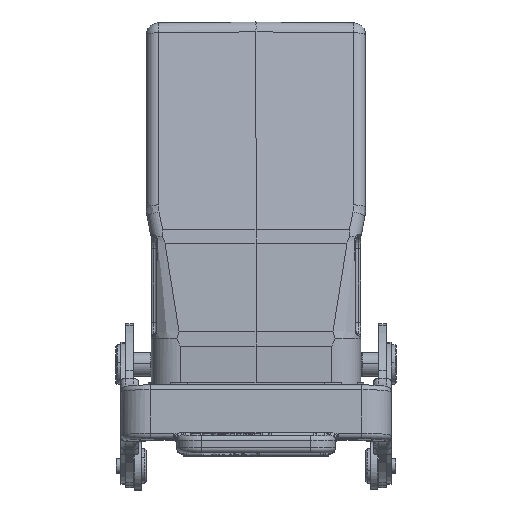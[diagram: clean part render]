
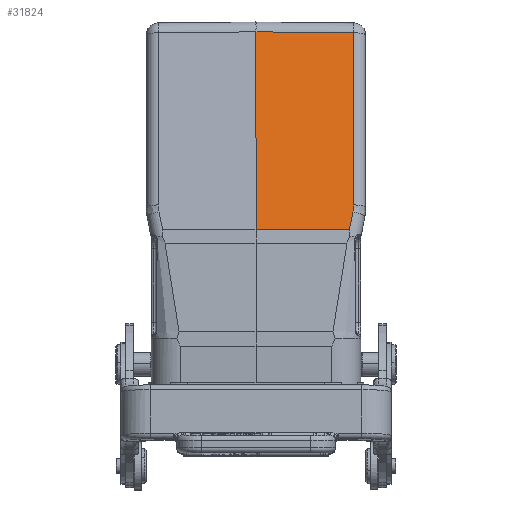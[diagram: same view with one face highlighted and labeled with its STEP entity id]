
A CAD part, top view. The second image highlights one B-rep face of the part: STEP entity #31824.
In plain terms, the highlighted planar face has unit normal (0.009, 0.19, 0.982).
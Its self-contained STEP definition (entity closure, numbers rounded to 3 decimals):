
#1309=DIRECTION('',(0.,0.982,-0.19));
#1310=VECTOR('',#1309,41.382);
#1311=CARTESIAN_POINT('',(0.,-21.241,
44.49));
#1312=LINE('',#1311,#1310);
#1313=DIRECTION('',(1.,-0.009,-0.007));
#1314=VECTOR('',#1313,20.023);
#1315=CARTESIAN_POINT('',(0.,19.39,
36.641));
#1316=LINE('',#1315,#1314);
#1317=CARTESIAN_POINT('',(20.022,-16.12,43.323));
#1318=CARTESIAN_POINT('',(20.022,-16.614,43.419));
#1319=CARTESIAN_POINT('',(19.973,-17.107,43.514));
#1320=CARTESIAN_POINT('',(19.876,-17.591,43.609));
#1322=DIRECTION('',(-0.193,-0.963,0.188));
#1323=VECTOR('',#1322,3.79);
#1324=CARTESIAN_POINT('',(19.876,-17.591,43.609));
#1325=LINE('',#1324,#1323);
#1326=DIRECTION('',(-1.,0.,0.009));
#1327=VECTOR('',#1326,19.147);
#1328=CARTESIAN_POINT('',(19.146,-21.241,44.32));
#1329=LINE('',#1328,#1327);
#2848=DIRECTION('',(0.,0.982,-0.19));
#2849=VECTOR('',#2848,35.988);
#2850=CARTESIAN_POINT('',(20.022,-16.12,43.323));
#2851=LINE('',#2850,#2849);
#25183=CARTESIAN_POINT('',(19.876,-17.591,
43.609));
#25184=CARTESIAN_POINT('',(19.146,-21.241,
44.32));
#25185=VERTEX_POINT('',#25183);
#25186=VERTEX_POINT('',#25184);
#25190=CARTESIAN_POINT('',(0.,-21.241,
44.49));
#25191=CARTESIAN_POINT('',(0.,19.39,
36.641));
#25192=VERTEX_POINT('',#25190);
#25193=VERTEX_POINT('',#25191);
#25194=CARTESIAN_POINT('',(20.022,19.215,36.497));
#25195=VERTEX_POINT('',#25194);
#25196=CARTESIAN_POINT('',(20.022,-16.12,
43.323));
#25197=VERTEX_POINT('',#25196);
#31806=CARTESIAN_POINT('',(0.,-22.585,44.75));
#31807=DIRECTION('',(0.009,0.19,0.982));
#31808=DIRECTION('',(0.,-0.982,0.19));
#31809=AXIS2_PLACEMENT_3D('',#31806,#31807,#31808);
#31810=PLANE('',#31809);
#31812=ORIENTED_EDGE('',*,*,#31811,.T.);
#31814=ORIENTED_EDGE('',*,*,#31813,.T.);
#31816=ORIENTED_EDGE('',*,*,#31815,.F.);
#31818=ORIENTED_EDGE('',*,*,#31817,.T.);
#31819=ORIENTED_EDGE('',*,*,#31790,.T.);
#31821=ORIENTED_EDGE('',*,*,#31820,.T.);
#31822=EDGE_LOOP('',(#31812,#31814,#31816,#31818,#31819,#31821));
#31823=FACE_OUTER_BOUND('',#31822,.F.);
#31824=ADVANCED_FACE('',(#31823),#31810,.T.);
#1321=B_SPLINE_CURVE_WITH_KNOTS('',3,(#1317,#1318,#1319,#1320),.UNSPECIFIED.,
.F.,.F.,(4,4),(0.,1.),.UNSPECIFIED.);
#31790=EDGE_CURVE('',#25185,#25186,#1325,.T.);
#31811=EDGE_CURVE('',#25192,#25193,#1312,.T.);
#31813=EDGE_CURVE('',#25193,#25195,#1316,.T.);
#31815=EDGE_CURVE('',#25197,#25195,#2851,.T.);
#31817=EDGE_CURVE('',#25197,#25185,#1321,.T.);
#31820=EDGE_CURVE('',#25186,#25192,#1329,.T.);
